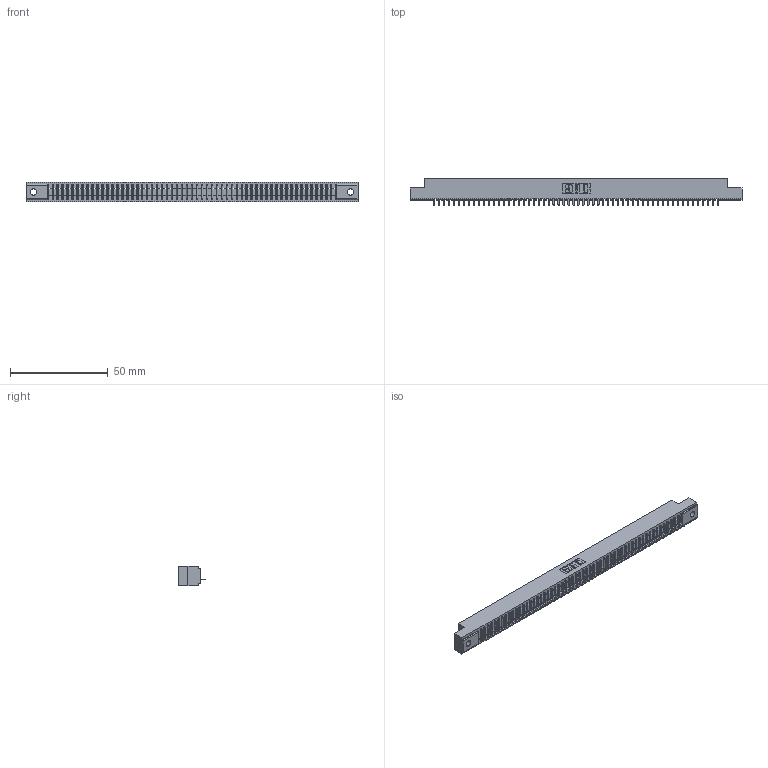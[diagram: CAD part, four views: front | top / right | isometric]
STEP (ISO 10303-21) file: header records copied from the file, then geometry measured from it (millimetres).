
FILE_DESCRIPTION (( 'STEP AP203' ), '1' );
FILE_NAME ('391-058-524-102.STEP', '2018-08-09T11:53:38', ( '' ), ( '' ), 'SwSTEP 2.0', 'SolidWorks 2016', '' );
FILE_SCHEMA (( 'CONFIG_CONTROL_DESIGN' ));
Products named in the file (3): 341 Part_.128 (3.25) Dia Mounting Holes; 341-292-001_341-292-124; 391-058-524-102
Assembly tree (59 placements, depth 2):
  391-058-524-102
    341 Part_.128 (3.25) Dia Mounting Holes
    341-292-001_341-292-124  x58
Bounding box: 169.54 x 13.64 x 10.16 mm (x, y, z)
Volume: 12073.5 mm3; surface area: 18686.3 mm2
Topology: 59 solids, 59 shells, 4872 faces, 14062 edges, 9022 vertices
Faces by surface type: plane 3026, cylinder 1614, sphere 118, torus 114
Entity records: 66207 total; most frequent: CARTESIAN_POINT 11256, ORIENTED_EDGE 11244, DIRECTION 10852, EDGE_CURVE 5622, VECTOR 4560, LINE 4560, VERTEX_POINT 3550, AXIS2_PLACEMENT_3D 3146
